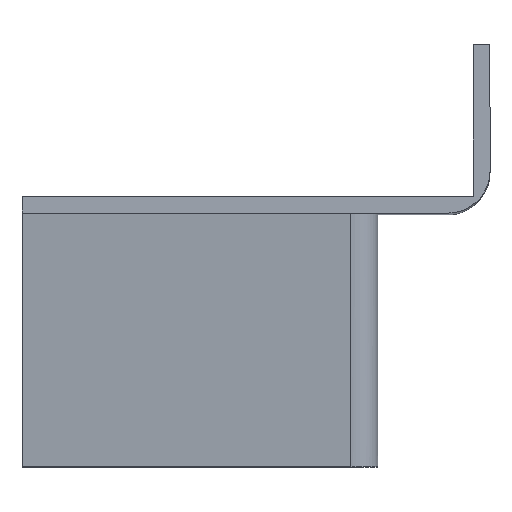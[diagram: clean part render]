
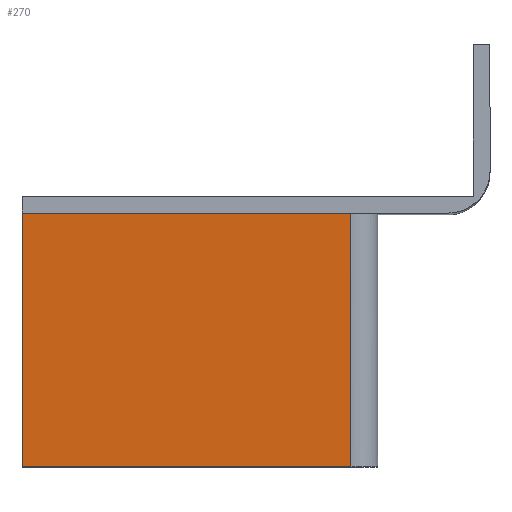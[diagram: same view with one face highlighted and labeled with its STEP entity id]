
A CAD part, top view. The second image highlights one B-rep face of the part: STEP entity #270.
In plain terms, the highlighted planar face has unit normal (0, -0.07, 0.998).
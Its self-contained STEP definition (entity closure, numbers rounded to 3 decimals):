
#12 = EDGE_CURVE ( 'NONE', #22, #690, #49, .T. ) ;
#22 = VERTEX_POINT ( 'NONE', #586 ) ;
#49 = LINE ( 'NONE', #540, #192 ) ;
#69 = CARTESIAN_POINT ( 'NONE',  ( 0., -97.2, 32.2 ) ) ;
#110 = FACE_OUTER_BOUND ( 'NONE', #683, .T. ) ;
#113 = EDGE_CURVE ( 'NONE', #22, #604, #236, .T. ) ;
#192 = VECTOR ( 'NONE', #569, 1000. ) ;
#227 = VERTEX_POINT ( 'NONE', #775 ) ;
#236 = LINE ( 'NONE', #370, #268 ) ;
#268 = VECTOR ( 'NONE', #433, 1000. ) ;
#270 = ADVANCED_FACE ( 'NONE', ( #110 ), #736, .T. ) ;
#291 = LINE ( 'NONE', #630, #326 ) ;
#305 = CARTESIAN_POINT ( 'NONE',  ( 39., -67.2, 34.298 ) ) ;
#313 = ORIENTED_EDGE ( 'NONE', *, *, #746, .F. ) ;
#326 = VECTOR ( 'NONE', #616, 1000. ) ;
#346 = ORIENTED_EDGE ( 'NONE', *, *, #12, .F. ) ;
#353 = ORIENTED_EDGE ( 'NONE', *, *, #585, .T. ) ;
#370 = CARTESIAN_POINT ( 'NONE',  ( 39., -97.2, 32.2 ) ) ;
#372 = DIRECTION ( 'NONE',  ( -1., 0., 0. ) ) ;
#373 = LINE ( 'NONE', #378, #732 ) ;
#378 = CARTESIAN_POINT ( 'NONE',  ( 53.5, -67.2, 34.298 ) ) ;
#386 = AXIS2_PLACEMENT_3D ( 'NONE', #742, #756, #733 ) ;
#433 = DIRECTION ( 'NONE',  ( 0., 0.998, 0.07 ) ) ;
#448 = ORIENTED_EDGE ( 'NONE', *, *, #113, .T. ) ;
#540 = CARTESIAN_POINT ( 'NONE',  ( 40.2, -97.2, 32.2 ) ) ;
#569 = DIRECTION ( 'NONE',  ( -1., 0., 0. ) ) ;
#585 = EDGE_CURVE ( 'NONE', #604, #227, #373, .T. ) ;
#586 = CARTESIAN_POINT ( 'NONE',  ( 39., -97.2, 32.2 ) ) ;
#604 = VERTEX_POINT ( 'NONE', #305 ) ;
#616 = DIRECTION ( 'NONE',  ( 0., 0.998, 0.07 ) ) ;
#630 = CARTESIAN_POINT ( 'NONE',  ( 0., -97.2, 32.2 ) ) ;
#683 = EDGE_LOOP ( 'NONE', ( #346, #448, #353, #313 ) ) ;
#690 = VERTEX_POINT ( 'NONE', #69 ) ;
#732 = VECTOR ( 'NONE', #372, 1000. ) ;
#733 = DIRECTION ( 'NONE',  ( 0., -0.998, -0.07 ) ) ;
#736 = PLANE ( 'NONE',  #386 ) ;
#742 = CARTESIAN_POINT ( 'NONE',  ( 40.2, -97.2, 32.2 ) ) ;
#746 = EDGE_CURVE ( 'NONE', #690, #227, #291, .T. ) ;
#756 = DIRECTION ( 'NONE',  ( 0., -0.07, 0.998 ) ) ;
#775 = CARTESIAN_POINT ( 'NONE',  ( 0., -67.2, 34.298 ) ) ;
